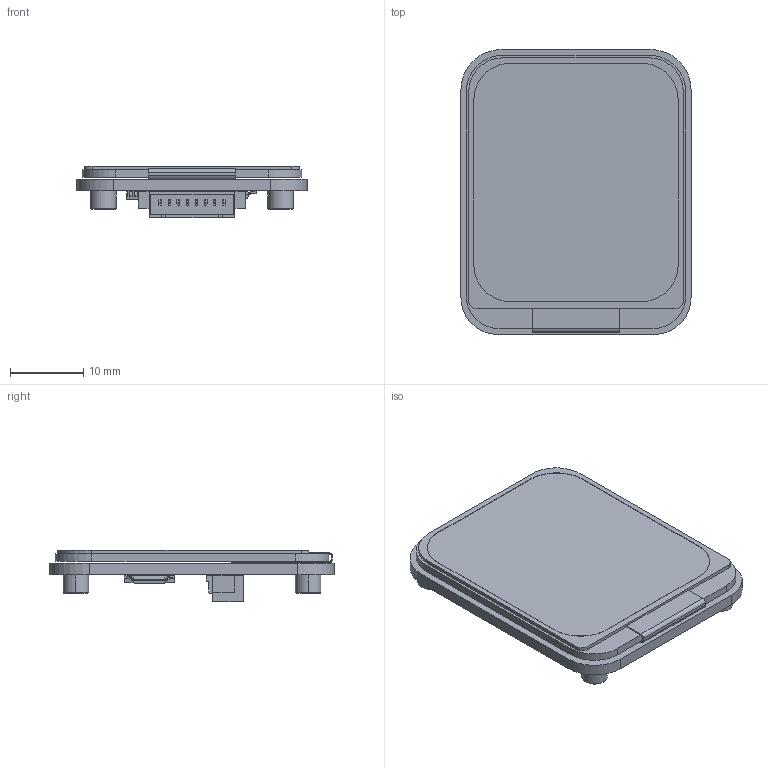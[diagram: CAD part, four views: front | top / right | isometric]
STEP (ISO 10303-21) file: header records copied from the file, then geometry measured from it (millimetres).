
FILE_DESCRIPTION((''),'2;1');
FILE_NAME('1_69INCH-LCD-MODULE_ASM','2023-06-20T17:10:46',('xiaojisheng'),(''),'CREO PARAMETRIC BY PTC INC, 2021063','CREO PARAMETRIC BY PTC INC, 2021063','');
FILE_SCHEMA(('CONFIG_CONTROL_DESIGN','SHAPE_APPEARANCE_LAYERS_GROUPS'));
Length unit declared in the file: millimetre
Products named in the file (4): 1_69INCH-240X280-LCD; 1_69INCH_LCD_MODULE-PCBA; STUDS-M2XH2_5; 1_69INCH-LCD-MODULE_ASM
Assembly tree (6 placements, depth 2):
  1_69INCH-LCD-MODULE_ASM
    1_69INCH-240X280-LCD
    1_69INCH_LCD_MODULE-PCBA
    STUDS-M2XH2_5  x4
Bounding box: 31.5 x 39 x 7.11 mm (x, y, z)
Volume: 3779.3 mm3; surface area: 6324.1 mm2
Topology: 7 solids, 7 shells, 1069 faces, 2961 edges, 1832 vertices
Faces by surface type: plane 579, cylinder 380, sphere 64, bspline 24, cone 16, extrusion 6
Entity records: 39009 total; most frequent: CARTESIAN_POINT 6767, ORIENTED_EDGE 5314, DIRECTION 5169, EDGE_CURVE 2657, VECTOR 1989, LINE 1983, VERTEX_POINT 1679, AXIS2_PLACEMENT_3D 1590
